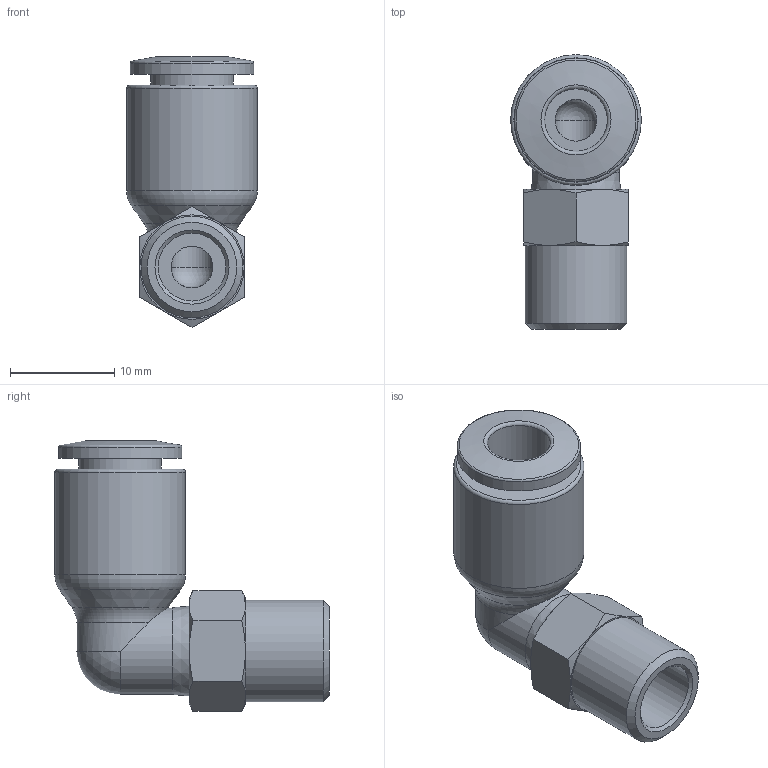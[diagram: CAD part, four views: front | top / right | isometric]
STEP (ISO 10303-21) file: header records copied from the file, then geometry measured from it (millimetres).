
FILE_DESCRIPTION(/* description */ ('STEP AP214'),/* implementation_level */ '2;1');
FILE_NAME(/* name */ '8158780_NPQE-L-R18-Q6-F1A-P10',/* time_stamp */ '2024-09-10T06:15:30+02:00',/* author */ ('License CC BY-ND 4.0'),/* organization */ ('CADENAS'),/* preprocessor_version */ 'ST-DEVELOPER v19.3',/* originating_system */ 'PARTsolutions',/* authorisation */ ' ');
FILE_SCHEMA (('AUTOMOTIVE_DESIGN {1 0 10303 214 3 1 1}'));
Length unit declared in the file: millimetre
Products named in the file (1): 8158780 NPQE-L-R18-Q6-F1A-P10---(high)
Bounding box: 12.5 x 26.25 x 25.92 mm (x, y, z)
Volume: 2517.3 mm3; surface area: 2248.3 mm2
Topology: 1 solids, 1 shells, 47 faces, 100 edges, 58 vertices
Faces by surface type: cone 17, plane 13, cylinder 10, torus 5, sphere 2
Full cylindrical faces by diameter (mm): 4 x2, 6 x1, 6.5 x1, 7.9 x1, 8.3 x1, 9.728 x1, 11.8 x1, 12.5 x1
Entity records: 1500 total; most frequent: CARTESIAN_POINT 261, DIRECTION 188, ORIENTED_EDGE 152, AXIS2_PLACEMENT_3D 91, EDGE_CURVE 76, EDGE_LOOP 72, FACE_BOUND 72, VERTEX_POINT 54
